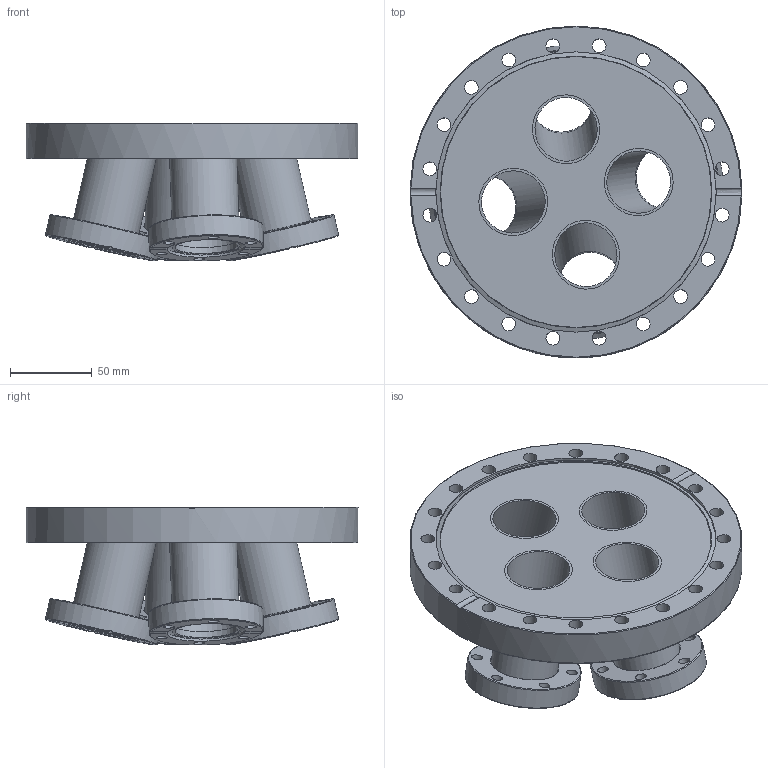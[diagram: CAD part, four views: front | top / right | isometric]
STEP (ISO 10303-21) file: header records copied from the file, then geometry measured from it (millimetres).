
FILE_DESCRIPTION((''),'2;1');
FILE_NAME('CF4P-304.stp','2009-04-30T16:00:12',('hasers'),(''),'Autodesk Inventor 2008','Autodesk Inventor 2008','');
FILE_SCHEMA(('AUTOMOTIVE_DESIGN { 1 0 10303 214 1 1 1 1 }'));
Length unit declared in the file: millimetre
Products named in the file (7): CF4P-304; CF-07 [Keywords [Summary]=1.4301][Company [Summary]=Vacom][Title [Summary]=F150]_1; Rohre [Subject [Summary]=normal][Keywords [Summary]=1.4301][Title [Summary]=41x1,5 (0,5m)]_7; CF-07 [Keywords [Summary]=1.4301][Company [Summary]=Vacom][Title [Summary]=F35B41]; Rohre [Subject [Summary]=normal][Keywords [Summary]=1.4301][Title [Summary]=41x1,5 (0,5m)]_8; Rohre [Subject [Summary]=normal][Keywords [Summary]=1.4301][Title [Summary]=41x1,5 (0,5m)]_9; Rohre [Subject [Summary]=normal][Keywords [Summary]=1.4301][Title [Summary]=41x1,5 (0,5m)]_10
Assembly tree (9 placements, depth 2):
  CF4P-304
    CF-07 [Keywords [Summary]=1.4301][Company [Summary]=Vacom][Title [Summary]=F150]_1
    Rohre [Subject [Summary]=normal][Keywords [Summary]=1.4301][Title [Summary]=41x1,5 (0,5m)]_7
    CF-07 [Keywords [Summary]=1.4301][Company [Summary]=Vacom][Title [Summary]=F35B41]  x4
    Rohre [Subject [Summary]=normal][Keywords [Summary]=1.4301][Title [Summary]=41x1,5 (0,5m)]_8
    Rohre [Subject [Summary]=normal][Keywords [Summary]=1.4301][Title [Summary]=41x1,5 (0,5m)]_9
    Rohre [Subject [Summary]=normal][Keywords [Summary]=1.4301][Title [Summary]=41x1,5 (0,5m)]_10
Bounding box: 203 x 203 x 84.36 mm (x, y, z)
Volume: 720593.7 mm3; surface area: 207707.5 mm2
Topology: 9 solids, 9 shells, 145 faces, 402 edges, 279 vertices
Faces by surface type: bspline 49, cylinder 35, plane 32, torus 19, cone 10
Full cylindrical faces by diameter (mm): 38 x8, 41 x8, 41.5 x4, 48.3 x4, 70 x4, 171.4 x1, 203 x1
Entity records: 2892 total; most frequent: CARTESIAN_POINT 1035, DIRECTION 342, ORIENTED_EDGE 254, EDGE_LOOP 198, AXIS2_PLACEMENT_3D 167, EDGE_CURVE 127, FACE_BOUND 122, VERTEX_POINT 115
